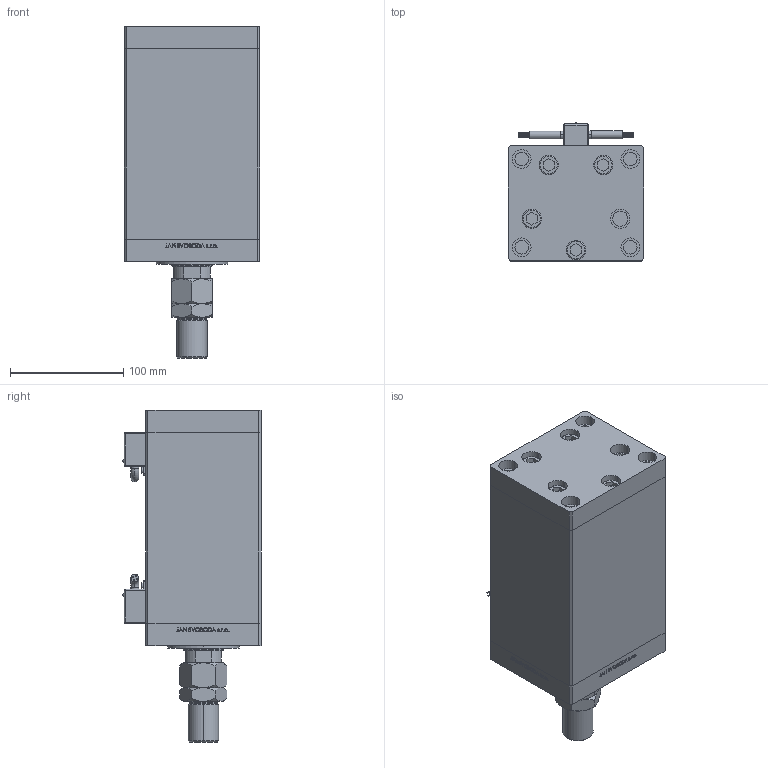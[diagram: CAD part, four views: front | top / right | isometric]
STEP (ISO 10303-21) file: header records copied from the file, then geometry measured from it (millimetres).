
FILE_DESCRIPTION (( 'STEP AP203' ), '1' );
FILE_NAME ('2675.STEP', '2024-01-08T21:34:34', ( '' ), ( '' ), 'SwSTEP 2.0', 'SolidWorks 2019', '' );
FILE_SCHEMA (( 'CONFIG_CONTROL_DESIGN' ));
Length unit declared in the file: millimetre
Products named in the file (8): V220C BACK_C a28f2c10f137af99b5037c0cdb705b48; Magnetic_Switch_MSU4 a28f2c10f137af99b5037c0cdb705b48; MTA a28f2c10f137af99b5037c0cdb705b48; 2675; V220C_C MIDDLE a28f2c10f137af99b5037c0cdb705b48; V220C_VC_C a28f2c10f137af99b5037c0cdb705b48; ALLEN BOLT a28f2c10f137af99b5037c0cdb705b48; V220C FRONT a28f2c10f137af99b5037c0cdb705b48
Assembly tree (16 placements, depth 2):
  2675
    ALLEN BOLT a28f2c10f137af99b5037c0cdb705b48  x9
    V220C_C MIDDLE a28f2c10f137af99b5037c0cdb705b48
    V220C FRONT a28f2c10f137af99b5037c0cdb705b48
    Magnetic_Switch_MSU4 a28f2c10f137af99b5037c0cdb705b48  x2
    V220C_VC_C a28f2c10f137af99b5037c0cdb705b48
    V220C BACK_C a28f2c10f137af99b5037c0cdb705b48
    MTA a28f2c10f137af99b5037c0cdb705b48
Bounding box: 120 x 122.1 x 293.5 mm (x, y, z)
Volume: 2237160.9 mm3; surface area: 319232.3 mm2
Topology: 16 solids, 18 shells, 1418 faces, 3457 edges, 2231 vertices
Faces by surface type: plane 635, bspline 380, cylinder 255, cone 74, torus 50, sphere 24
Entity records: 53822 total; most frequent: CARTESIAN_POINT 27709, ORIENTED_EDGE 5700, DIRECTION 4006, EDGE_CURVE 2850, VERTEX_POINT 1870, LINE 1596, VECTOR 1596, EDGE_LOOP 1330
